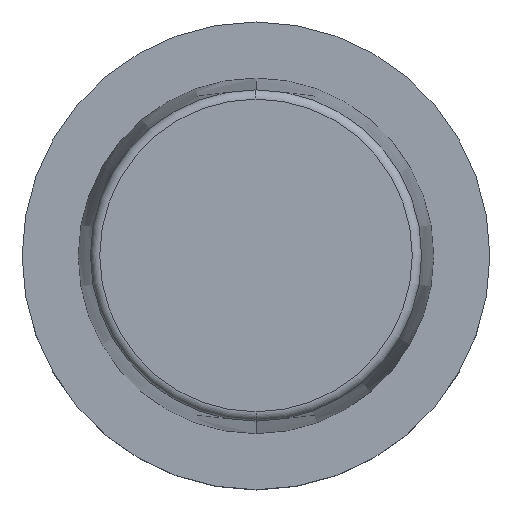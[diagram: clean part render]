
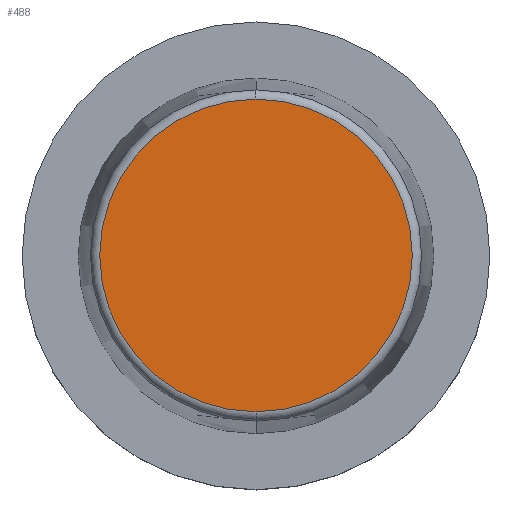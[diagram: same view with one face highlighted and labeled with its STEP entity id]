
A CAD part, top view. The second image highlights one B-rep face of the part: STEP entity #488.
In plain terms, the highlighted planar face has unit normal (0, 0, 1).
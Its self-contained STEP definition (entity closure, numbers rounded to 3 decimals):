
#324=EDGE_CURVE('',#474,#518,#730,.T.);
#474=VERTEX_POINT('',#903);
#488=ADVANCED_FACE('',(#920),#921,.T.);
#518=VERTEX_POINT('',#956);
#562=EDGE_CURVE('',#518,#474,#1002,.T.);
#730=CIRCLE('',#1198,33.41);
#903=CARTESIAN_POINT('',(0.,-33.41,50.0));
#920=FACE_OUTER_BOUND('',#1441,.T.);
#921=PLANE('',#1442);
#956=CARTESIAN_POINT('',(0.0,33.41,50.0));
#1002=CIRCLE('',#1550,33.41);
#1198=AXIS2_PLACEMENT_3D('',#1766,#1767,#1768);
#1441=EDGE_LOOP('',(#2033,#2034));
#1442=AXIS2_PLACEMENT_3D('',#2035,#2036,#2037);
#1550=AXIS2_PLACEMENT_3D('',#2129,#2130,#2131);
#1766=CARTESIAN_POINT('',(0.0,0.0,50.0));
#1767=DIRECTION('',(0.0,0.0,-1.0));
#1768=DIRECTION('',(0.0,1.0,0.0));
#2033=ORIENTED_EDGE('',*,*,#562,.F.);
#2034=ORIENTED_EDGE('',*,*,#324,.F.);
#2035=CARTESIAN_POINT('',(0.0,16.705,50.0));
#2036=DIRECTION('',(-0.0,0.0,1.0));
#2037=DIRECTION('',(0.0,-1.0,0.0));
#2129=CARTESIAN_POINT('',(0.0,0.0,50.0));
#2130=DIRECTION('',(0.0,0.0,-1.0));
#2131=DIRECTION('',(0.0,1.0,0.0));
